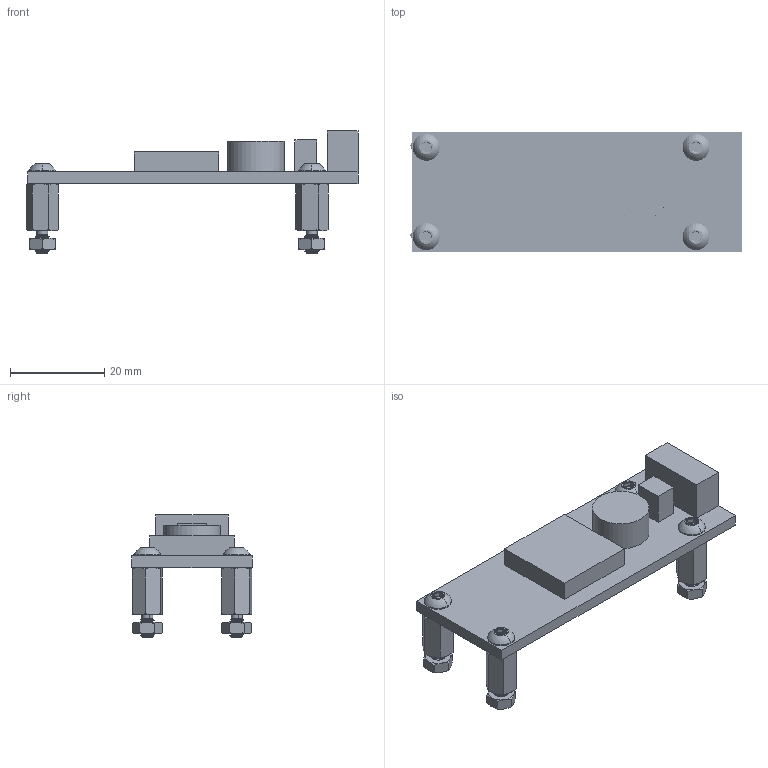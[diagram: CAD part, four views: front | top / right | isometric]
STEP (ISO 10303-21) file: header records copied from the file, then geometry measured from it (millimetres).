
FILE_DESCRIPTION(/* description */ ('CAx-IF Rec.Pracs.---Representation and Presentation of Product Manufacturing Information (PMI)---4.0---2014-10-13','CAx-IF Rec.Pracs.---3D Tessellated Geometry---0.4---2014-09-14','2;1'),/* implementation_level */ '2;1');
FILE_NAME(/* name */ 'TM_KiCAD',/* time_stamp */ '2021-01-22T12:04:30-06:00',/* author */ (''),/* organization */ (''),/* preprocessor_version */ 'ST-DEVELOPER v16.7',/* originating_system */ 'SIEMENS PLM Software NX 1934',/* authorisation */ $);
FILE_SCHEMA (('AP242_MANAGED_MODEL_BASED_3D_ENGINEERING_MIM_LF { 1 0 10303 442 1 1 4 }'));
Length unit declared in the file: millimetre
Products named in the file (9): TM_KiCAD; TM_KiCAD_Fastener_Assembly; HEX_DRIVE_SCREW_M3x6mm_92095A179; MALE-FEM_STANDOFF_M3x10mm_93655A704; HEX NUT_M3_91828A211; TeleMetrum
Assembly tree (17 placements, depth 3):
  TM_KiCAD
    TM_KiCAD_Fastener_Assembly
      HEX_DRIVE_SCREW_M3x6mm_92095A179
      MALE-FEM_STANDOFF_M3x10mm_93655A704
      HEX NUT_M3_91828A211
    TM_KiCAD_Fastener_Assembly
      HEX_DRIVE_SCREW_M3x6mm_92095A179
      MALE-FEM_STANDOFF_M3x10mm_93655A704
      HEX NUT_M3_91828A211
    TM_KiCAD_Fastener_Assembly
      HEX_DRIVE_SCREW_M3x6mm_92095A179
      MALE-FEM_STANDOFF_M3x10mm_93655A704
      HEX NUT_M3_91828A211
    TM_KiCAD_Fastener_Assembly
      HEX_DRIVE_SCREW_M3x6mm_92095A179
      MALE-FEM_STANDOFF_M3x10mm_93655A704
      HEX NUT_M3_91828A211
    TeleMetrum
Bounding box: 70.29 x 25.52 x 25.84 mm (x, y, z)
Volume: 7950.8 mm3; surface area: 8463.7 mm2
Topology: 12 solids, 328 shells, 750 faces, 2747 edges, 2346 vertices
Faces by surface type: cylinder 365, cone 184, plane 153, bspline 40, sphere 8
Full cylindrical faces by diameter (mm): 3 x4, 11.98 x1
Entity records: 16868 total; most frequent: CARTESIAN_POINT 9732, ORIENTED_EDGE 1038, DIRECTION 997, EDGE_CURVE 728, VERTEX_POINT 617, AXIS2_PLACEMENT_3D 452, B_SPLINE_CURVE_WITH_KNOTS 314, LINE 237
